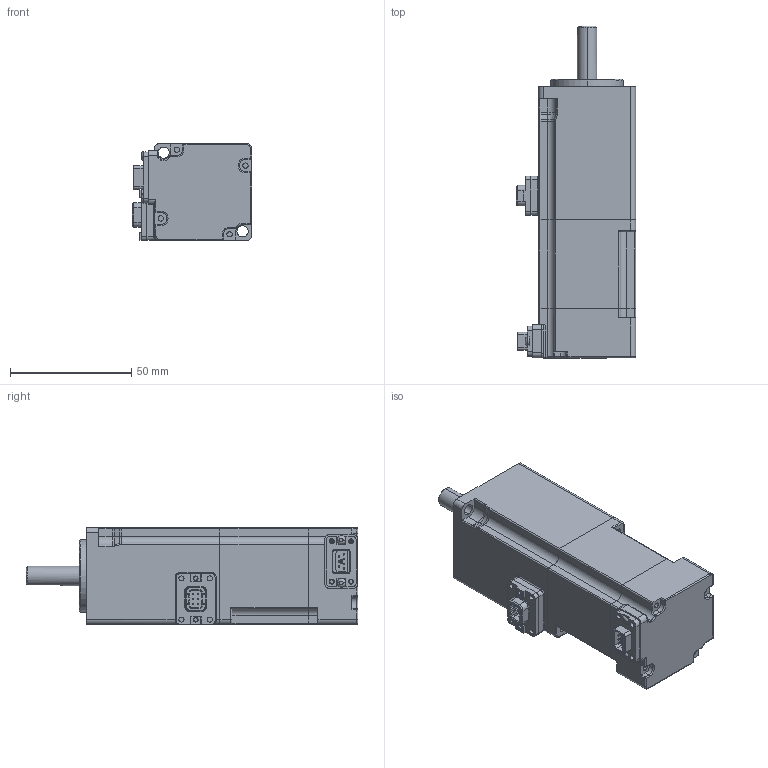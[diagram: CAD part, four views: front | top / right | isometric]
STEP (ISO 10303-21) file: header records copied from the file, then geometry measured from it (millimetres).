
FILE_DESCRIPTION (( 'STEP AP203' ), '1' );
FILE_NAME ('MS6H-40TL30BZ3-20P1.STEP', '2022-01-14T11:30:40', ( '' ), ( '' ), 'SwSTEP 2.0', 'SolidWorks 2016', '' );
FILE_SCHEMA (( 'CONFIG_CONTROL_DESIGN' ));
Length unit declared in the file: millimetre
Products named in the file (1): MS6H-40TL30BZ3-20P1
Bounding box: 49.2 x 137 x 40 mm (x, y, z)
Surface area: 24653 mm2 (no closed solid volume)
Topology: 0 solids, 10 shells, 572 faces, 1941 edges, 1357 vertices
Faces by surface type: plane 264, cylinder 217, torus 43, cone 26, bspline 13, sphere 9
Entity records: 21893 total; most frequent: CARTESIAN_POINT 5214, DIRECTION 3506, ORIENTED_EDGE 3099, EDGE_CURVE 1932, VERTEX_POINT 1357, VECTOR 1308, LINE 1308, AXIS2_PLACEMENT_3D 1099
